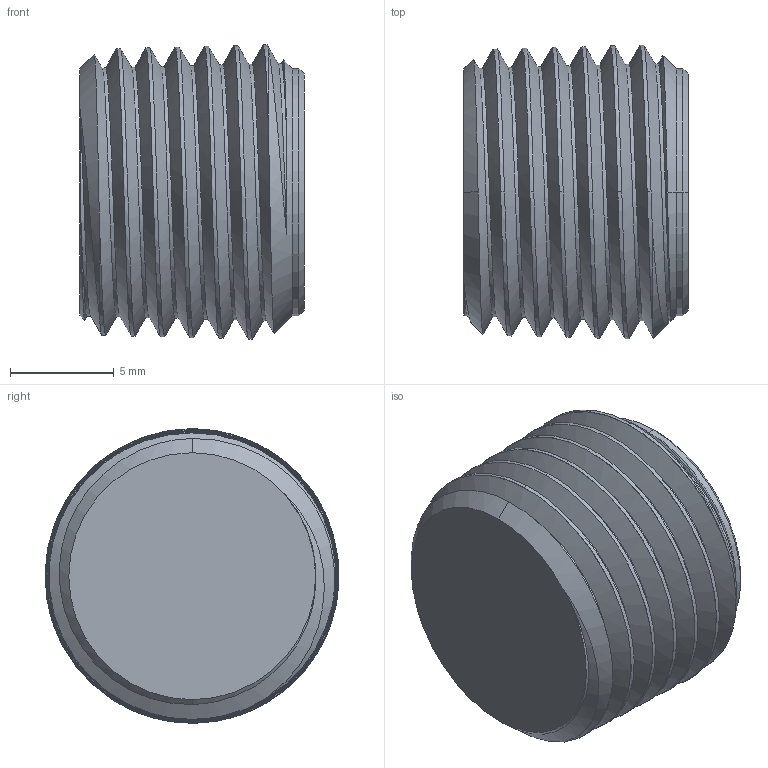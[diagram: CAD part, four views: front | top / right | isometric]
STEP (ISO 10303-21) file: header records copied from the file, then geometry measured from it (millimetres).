
FILE_DESCRIPTION (( 'STEP AP203' ), '1' );
FILE_NAME ('4464K562.step', '2011-01-27T18:09:07', ( 'jim' ), ( '' ), 'SwSTEP 2.0', 'SolidWorks 2007', '' );
FILE_SCHEMA (( 'CONFIG_CONTROL_DESIGN' ));
Length unit declared in the file: inch
Products named in the file (1): 4464K562
Bounding box: 10.79 x 14.14 x 14.17 mm (x, y, z)
Volume: 1277.1 mm3; surface area: 1033.9 mm2
Topology: 1 solids, 1 shells, 71 faces, 169 edges, 101 vertices
Faces by surface type: bspline 34, cone 26, plane 9, cylinder 2
Entity records: 13226 total; most frequent: CARTESIAN_POINT 11849, ORIENTED_EDGE 338, EDGE_CURVE 169, DIRECTION 143, B_SPLINE_CURVE_WITH_KNOTS 119, VERTEX_POINT 101, EDGE_LOOP 72, ADVANCED_FACE 71
